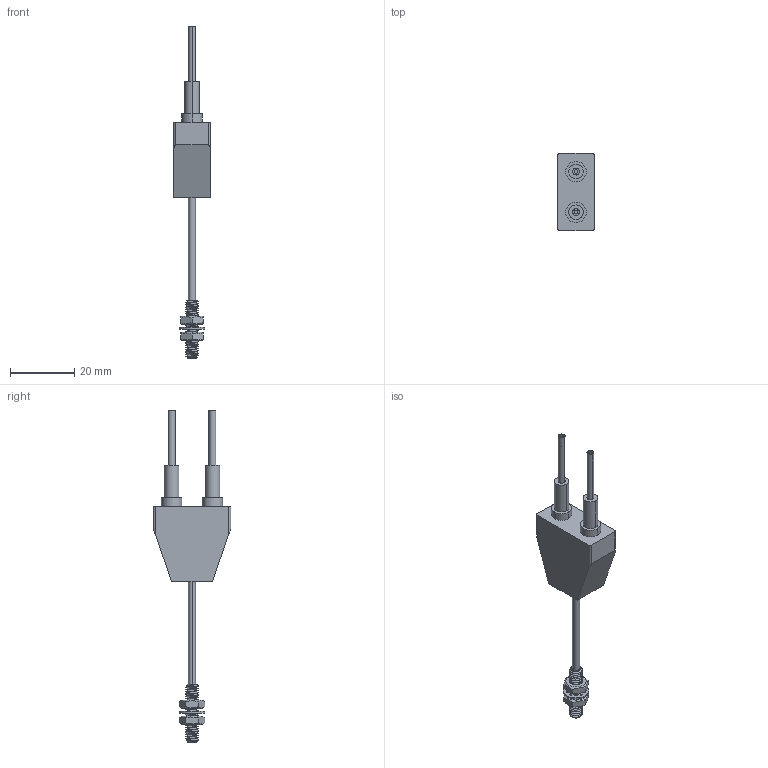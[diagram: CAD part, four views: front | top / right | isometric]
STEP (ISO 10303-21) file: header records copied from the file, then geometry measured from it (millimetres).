
FILE_DESCRIPTION((''),'2;1');
FILE_NAME('193394_ASM','2016-03-02T',('pdmadmin'),(''),'PRO/ENGINEER BY PARAMETRIC TECHNOLOGY CORPORATION, 2013230','PRO/ENGINEER BY PARAMETRIC TECHNOLOGY CORPORATION, 2013230','');
FILE_SCHEMA(('CONFIG_CONTROL_DESIGN'));
Length unit declared in the file: inch
Products named in the file (9): 39147; 38734; 40845; 40844; 39212; 39202; 42870_ASM; 39212_POTTING; 193394_ASM
Assembly tree (10 placements, depth 3):
  193394_ASM
    42870_ASM
      39147
      38734
      40845
      40844  x2
      39212
      39202  x2
    39212_POTTING
Bounding box: 11.43 x 24.13 x 103.59 mm (x, y, z)
Volume: 6112.7 mm3; surface area: 6629.1 mm2
Topology: 19 solids, 21 shells, 287 faces, 685 edges, 443 vertices
Faces by surface type: cylinder 150, plane 91, cone 30, bspline 16
Entity records: 12111 total; most frequent: CARTESIAN_POINT 6231, ORIENTED_EDGE 1190, DIRECTION 1151, EDGE_CURVE 597, AXIS2_PLACEMENT_3D 440, VERTEX_POINT 389, VECTOR 271, LINE 271
